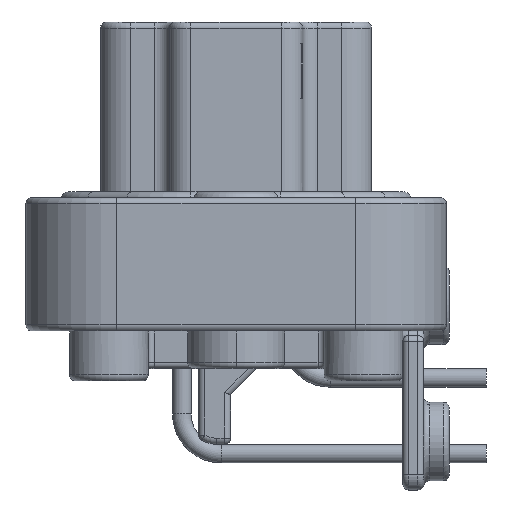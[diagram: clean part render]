
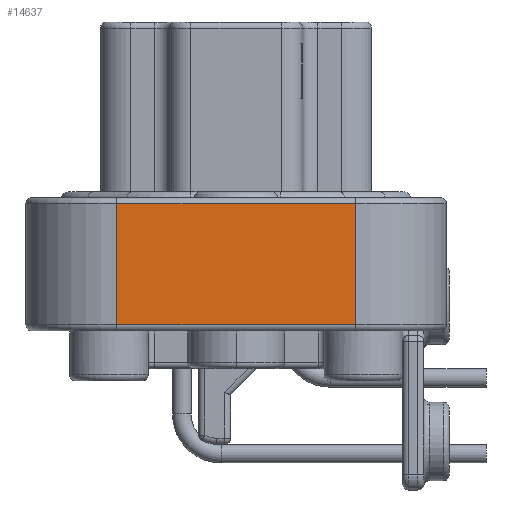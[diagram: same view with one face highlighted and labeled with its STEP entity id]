
A CAD part, left-side view. The second image highlights one B-rep face of the part: STEP entity #14637.
In plain terms, the highlighted planar face has unit normal (-1, 0, 0).
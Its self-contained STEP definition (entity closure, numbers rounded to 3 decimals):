
#1383=DIRECTION('',(0.,0.,1.));
#1384=VECTOR('',#1383,10.16);
#1385=CARTESIAN_POINT('',(-27.559,10.008,-25.4));
#1386=LINE('',#1385,#1384);
#1387=DIRECTION('',(0.,1.,0.));
#1388=VECTOR('',#1387,20.015);
#1389=CARTESIAN_POINT('',(-27.559,-10.008,-15.24));
#1390=LINE('',#1389,#1388);
#1391=DIRECTION('',(0.,1.,0.));
#1392=VECTOR('',#1391,20.015);
#1393=CARTESIAN_POINT('',(-27.559,-10.008,-25.4));
#1394=LINE('',#1393,#1392);
#7441=DIRECTION('',(0.,0.,1.));
#7442=VECTOR('',#7441,10.16);
#7443=CARTESIAN_POINT('',(-27.559,-10.008,-25.4));
#7444=LINE('',#7443,#7442);
#11866=CARTESIAN_POINT('',(-27.559,-10.008,-15.24));
#11867=CARTESIAN_POINT('',(-27.559,10.008,-15.24));
#11868=VERTEX_POINT('',#11866);
#11869=VERTEX_POINT('',#11867);
#12010=CARTESIAN_POINT('',(-27.559,10.008,-25.4));
#12011=VERTEX_POINT('',#12010);
#12012=CARTESIAN_POINT('',(-27.559,-10.008,-25.4));
#12013=VERTEX_POINT('',#12012);
#14623=CARTESIAN_POINT('',(-27.559,10.008,0.));
#14624=DIRECTION('',(-1.,0.,0.));
#14625=DIRECTION('',(0.,-1.,0.));
#14626=AXIS2_PLACEMENT_3D('',#14623,#14624,#14625);
#14627=PLANE('',#14626);
#14629=ORIENTED_EDGE('',*,*,#14628,.T.);
#14630=ORIENTED_EDGE('',*,*,#14613,.F.);
#14632=ORIENTED_EDGE('',*,*,#14631,.F.);
#14634=ORIENTED_EDGE('',*,*,#14633,.T.);
#14635=EDGE_LOOP('',(#14629,#14630,#14632,#14634));
#14636=FACE_OUTER_BOUND('',#14635,.F.);
#14637=ADVANCED_FACE('',(#14636),#14627,.T.);
#14613=EDGE_CURVE('',#11868,#11869,#1390,.T.);
#14628=EDGE_CURVE('',#12011,#11869,#1386,.T.);
#14631=EDGE_CURVE('',#12013,#11868,#7444,.T.);
#14633=EDGE_CURVE('',#12013,#12011,#1394,.T.);
